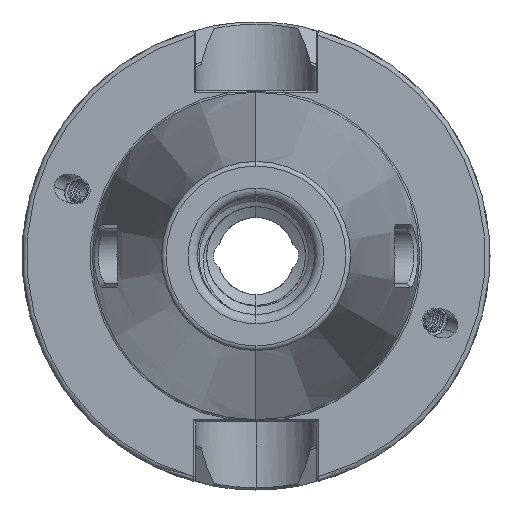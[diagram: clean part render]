
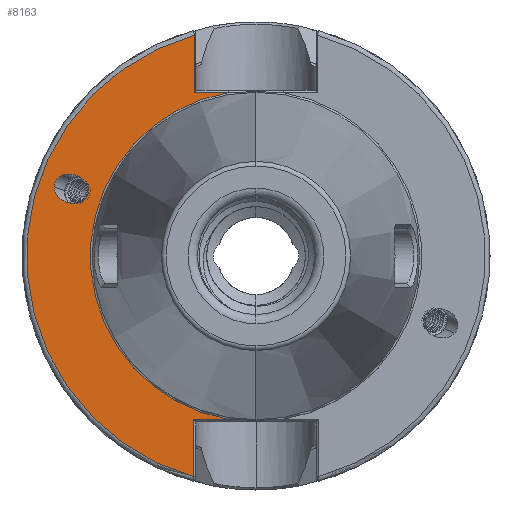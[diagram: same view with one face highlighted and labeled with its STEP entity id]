
A CAD part, left-side view. The second image highlights one B-rep face of the part: STEP entity #8163.
In plain terms, the highlighted planar face has unit normal (-1, 0, 0).
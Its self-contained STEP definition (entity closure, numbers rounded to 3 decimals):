
#269 = CARTESIAN_POINT ( 'NONE',  ( 0., 43.118, 14.766 ) ) ;
#271 = CARTESIAN_POINT ( 'NONE',  ( 0., 35.968, 13.091 ) ) ;
#281 = CARTESIAN_POINT ( 'NONE',  ( 0., 35.816, 13.963 ) ) ;
#1387 = EDGE_LOOP ( 'NONE', ( #12016, #12017, #12014 ) ) ;
#1388 = EDGE_LOOP ( 'NONE', ( #12018, #12020, #12019, #12021, #12022, #12023 ) ) ;
#1543 = VERTEX_POINT ( 'NONE', #4321 ) ;
#1545 = VERTEX_POINT ( 'NONE', #4322 ) ;
#1547 = VERTEX_POINT ( 'NONE', #4323 ) ;
#1548 = VERTEX_POINT ( 'NONE', #4324 ) ;
#1550 = VERTEX_POINT ( 'NONE', #4325 ) ;
#1551 = VERTEX_POINT ( 'NONE', #4326 ) ;
#1660 =( BOUNDED_CURVE ( )  B_SPLINE_CURVE ( 3, ( #11152, #11153, #11154, #11155 ),
 .UNSPECIFIED., .F., .T. ) 
 B_SPLINE_CURVE_WITH_KNOTS ( ( 4, 4 ),
 ( 0., 2.852 ),
 .UNSPECIFIED. ) 
 CURVE ( )  GEOMETRIC_REPRESENTATION_ITEM ( )  RATIONAL_B_SPLINE_CURVE ( ( 1., 0.43, 0.43, 1. ) ) 
 REPRESENTATION_ITEM ( '' )  );
#3993 = CIRCLE ( 'NONE', #7046, 35.398 ) ;
#3994 = CIRCLE ( 'NONE', #6459, 49. ) ;
#4321 = CARTESIAN_POINT ( 'NONE',  ( 0., 13.194, 47.19 ) ) ;
#4322 = CARTESIAN_POINT ( 'NONE',  ( 0., 13.279, -47.166 ) ) ;
#4323 = CARTESIAN_POINT ( 'NONE',  ( 0., 13.279, -34.9 ) ) ;
#4324 = CARTESIAN_POINT ( 'NONE',  ( 0., 5.916, -34.9 ) ) ;
#4325 = CARTESIAN_POINT ( 'NONE',  ( 0., 5.916, 34.9 ) ) ;
#4326 = CARTESIAN_POINT ( 'NONE',  ( 0., 13.194, 34.9 ) ) ;
#6459 = AXIS2_PLACEMENT_3D ( 'NONE', #11143, #11147, #11148 ) ;
#6630 = VERTEX_POINT ( 'NONE', #269 ) ;
#6632 = VERTEX_POINT ( 'NONE', #271 ) ;
#6642 = VERTEX_POINT ( 'NONE', #281 ) ;
#7046 = AXIS2_PLACEMENT_3D ( 'NONE', #11134, #11141, #11142 ) ;
#7047 = VECTOR ( 'NONE', #11137, 1000. ) ;
#7048 = VECTOR ( 'NONE', #11140, 1000. ) ;
#7050 = VECTOR ( 'NONE', #11146, 1000. ) ;
#7052 = VECTOR ( 'NONE', #11151, 1000. ) ;
#7471 = FACE_BOUND ( 'NONE', #1387, .T. ) ;
#7473 = FACE_OUTER_BOUND ( 'NONE', #1388, .T. ) ;
#7476 = AXIS2_PLACEMENT_3D ( 'NONE', #10912, #10913, #10914 ) ;
#8163 = ADVANCED_FACE ( 'NONE', ( #7471, #7473 ), #10911, .F. ) ;
#8224 = EDGE_CURVE ( 'NONE', #6642, #6632, #9332, .T. ) ;
#8226 = EDGE_CURVE ( 'NONE', #6630, #6642, #9329, .T. ) ;
#9329 =( BOUNDED_CURVE ( )  B_SPLINE_CURVE ( 3, ( #9695, #9696, #9697, #9698 ),
 .UNSPECIFIED., .F., .T. ) 
 B_SPLINE_CURVE_WITH_KNOTS ( ( 4, 4 ),
 ( 2.852, 5.993 ),
 .UNSPECIFIED. ) 
 CURVE ( )  GEOMETRIC_REPRESENTATION_ITEM ( )  RATIONAL_B_SPLINE_CURVE ( ( 1., 0.333, 0.333, 1. ) ) 
 REPRESENTATION_ITEM ( '' )  );
#9332 =( BOUNDED_CURVE ( )  B_SPLINE_CURVE ( 3, ( #9688, #9689, #9690, #9691 ),
 .UNSPECIFIED., .F., .T. ) 
 B_SPLINE_CURVE_WITH_KNOTS ( ( 4, 4 ),
 ( 5.993, 6.283 ),
 .UNSPECIFIED. ) 
 CURVE ( )  GEOMETRIC_REPRESENTATION_ITEM ( )  RATIONAL_B_SPLINE_CURVE ( ( 1., 0.993, 0.993, 1. ) ) 
 REPRESENTATION_ITEM ( '' )  );
#9688 = CARTESIAN_POINT ( 'NONE',  ( 0., 35.816, 13.963 ) ) ;
#9689 = CARTESIAN_POINT ( 'NONE',  ( 0., 35.816, 13.662 ) ) ;
#9690 = CARTESIAN_POINT ( 'NONE',  ( 0., 35.867, 13.369 ) ) ;
#9691 = CARTESIAN_POINT ( 'NONE',  ( 0., 35.968, 13.091 ) ) ;
#9695 = CARTESIAN_POINT ( 'NONE',  ( 0., 43.118, 14.766 ) ) ;
#9696 = CARTESIAN_POINT ( 'NONE',  ( 0., 43.118, 20.987 ) ) ;
#9697 = CARTESIAN_POINT ( 'NONE',  ( 0., 35.816, 20.184 ) ) ;
#9698 = CARTESIAN_POINT ( 'NONE',  ( 0., 35.816, 13.963 ) ) ;
#10797 = EDGE_CURVE ( 'NONE', #1551, #1543, #11135, .T. ) ;
#10798 = EDGE_CURVE ( 'NONE', #1550, #1551, #11138, .T. ) ;
#10799 = EDGE_CURVE ( 'NONE', #1550, #1548, #3993, .T. ) ;
#10800 = EDGE_CURVE ( 'NONE', #1547, #1548, #11144, .T. ) ;
#10801 = EDGE_CURVE ( 'NONE', #1543, #1545, #3994, .T. ) ;
#10802 = EDGE_CURVE ( 'NONE', #1545, #1547, #11149, .T. ) ;
#10803 = EDGE_CURVE ( 'NONE', #6632, #6630, #1660, .T. ) ;
#10911 = PLANE ( 'NONE',  #7476 ) ;
#10912 = CARTESIAN_POINT ( 'NONE',  ( 0., 35.398, 0. ) ) ;
#10913 = DIRECTION ( 'NONE',  ( 1., 0., 0. ) ) ;
#10914 = DIRECTION ( 'NONE',  ( 0., 0., -1. ) ) ;
#11134 = CARTESIAN_POINT ( 'NONE',  ( 0., 0., 0. ) ) ;
#11135 = LINE ( 'NONE', #11136, #7047 ) ;
#11136 = CARTESIAN_POINT ( 'NONE',  ( 0., 13.194, 47.285 ) ) ;
#11137 = DIRECTION ( 'NONE',  ( 0., 0., 1. ) ) ;
#11138 = LINE ( 'NONE', #11139, #7048 ) ;
#11139 = CARTESIAN_POINT ( 'NONE',  ( 0., 12.85, 34.9 ) ) ;
#11140 = DIRECTION ( 'NONE',  ( 0., 1., 0. ) ) ;
#11141 = DIRECTION ( 'NONE',  ( -1., 0., 0. ) ) ;
#11142 = DIRECTION ( 'NONE',  ( 0., 0., 1. ) ) ;
#11143 = CARTESIAN_POINT ( 'NONE',  ( 0., 0., 0. ) ) ;
#11144 = LINE ( 'NONE', #11145, #7050 ) ;
#11145 = CARTESIAN_POINT ( 'NONE',  ( 0., 35.398, -34.9 ) ) ;
#11146 = DIRECTION ( 'NONE',  ( 0., -1., 0. ) ) ;
#11147 = DIRECTION ( 'NONE',  ( -1., 0., 0. ) ) ;
#11148 = DIRECTION ( 'NONE',  ( 0., 0., 1. ) ) ;
#11149 = LINE ( 'NONE', #11150, #7052 ) ;
#11150 = CARTESIAN_POINT ( 'NONE',  ( 0., 13.279, 0. ) ) ;
#11151 = DIRECTION ( 'NONE',  ( 0., 0., 1. ) ) ;
#11152 = CARTESIAN_POINT ( 'NONE',  ( 0., 35.968, 13.091 ) ) ;
#11153 = CARTESIAN_POINT ( 'NONE',  ( 0., 37.57, 8.69 ) ) ;
#11154 = CARTESIAN_POINT ( 'NONE',  ( 0., 43.118, 9.99 ) ) ;
#11155 = CARTESIAN_POINT ( 'NONE',  ( 0., 43.118, 14.766 ) ) ;
#12014 = ORIENTED_EDGE ( 'NONE', *, *, #8224, .T. ) ;
#12016 = ORIENTED_EDGE ( 'NONE', *, *, #10803, .T. ) ;
#12017 = ORIENTED_EDGE ( 'NONE', *, *, #8226, .T. ) ;
#12018 = ORIENTED_EDGE ( 'NONE', *, *, #10801, .T. ) ;
#12019 = ORIENTED_EDGE ( 'NONE', *, *, #10800, .T. ) ;
#12020 = ORIENTED_EDGE ( 'NONE', *, *, #10802, .T. ) ;
#12021 = ORIENTED_EDGE ( 'NONE', *, *, #10799, .F. ) ;
#12022 = ORIENTED_EDGE ( 'NONE', *, *, #10798, .T. ) ;
#12023 = ORIENTED_EDGE ( 'NONE', *, *, #10797, .T. ) ;
